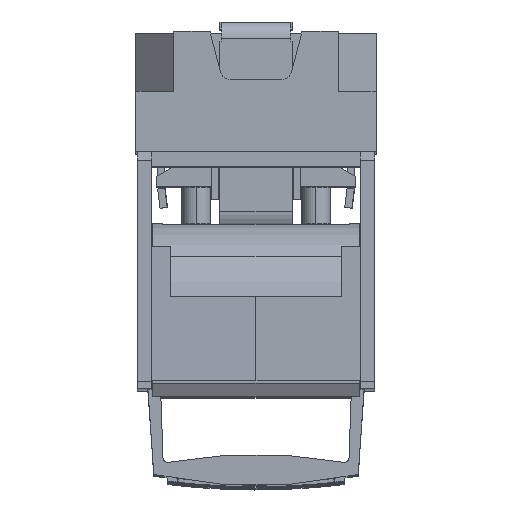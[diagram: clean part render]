
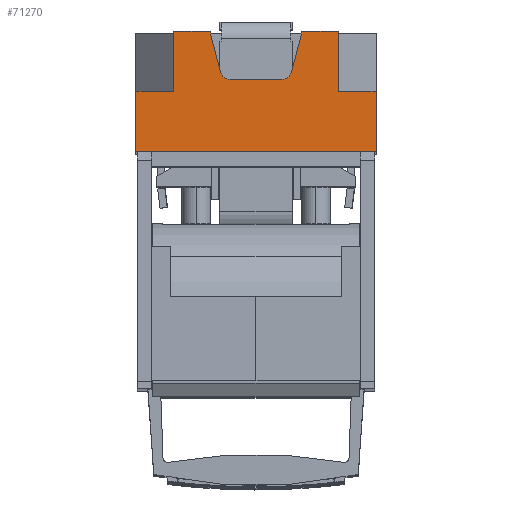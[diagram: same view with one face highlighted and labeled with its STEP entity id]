
A CAD part, top view. The second image highlights one B-rep face of the part: STEP entity #71270.
In plain terms, the highlighted planar face has unit normal (0, 0, 1).
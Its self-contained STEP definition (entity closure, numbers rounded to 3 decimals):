
#53756=DIRECTION('',(1.,0.,0.));
#53757=VECTOR('',#53756,8.25);
#53758=CARTESIAN_POINT('',(19.25,-4.,277.5));
#53759=LINE('',#53758,#53757);
#53784=DIRECTION('',(1.,0.,0.));
#53785=VECTOR('',#53784,8.25);
#53786=CARTESIAN_POINT('',(-27.5,-4.,277.5));
#53787=LINE('',#53786,#53785);
#53927=DIRECTION('',(0.,-1.,0.));
#53928=VECTOR('',#53927,25.);
#53929=CARTESIAN_POINT('',(50.,-29.,277.5));
#53930=LINE('',#53929,#53928);
#53997=DIRECTION('',(-1.,0.,0.));
#53998=VECTOR('',#53997,100.);
#53999=CARTESIAN_POINT('',(50.,-54.,277.5));
#54000=LINE('',#53999,#53998);
#54890=DIRECTION('',(0.,1.,0.));
#54891=VECTOR('',#54890,25.);
#54892=CARTESIAN_POINT('',(-50.,-54.,277.5));
#54893=LINE('',#54892,#54891);
#54925=DIRECTION('',(0.,1.,0.));
#54926=VECTOR('',#54925,25.);
#54927=CARTESIAN_POINT('',(-34.264,-29.,277.5));
#54928=LINE('',#54927,#54926);
#54939=DIRECTION('',(-0.259,-0.966,0.));
#54940=VECTOR('',#54939,16.424);
#54941=CARTESIAN_POINT('',(18.936,-5.171,277.5));
#54942=LINE('',#54941,#54940);
#54946=DIRECTION('',(-1.,0.,0.));
#54947=VECTOR('',#54946,0.314);
#54948=CARTESIAN_POINT('',(19.25,-4.,277.5));
#54949=LINE('',#54948,#54947);
#54953=DIRECTION('',(-1.,0.,0.));
#54954=VECTOR('',#54953,6.764);
#54955=CARTESIAN_POINT('',(34.264,-4.,277.5));
#54956=LINE('',#54955,#54954);
#54960=DIRECTION('',(0.,1.,0.));
#54961=VECTOR('',#54960,25.);
#54962=CARTESIAN_POINT('',(34.264,-29.,277.5));
#54963=LINE('',#54962,#54961);
#54967=DIRECTION('',(-1.,0.,0.));
#54968=VECTOR('',#54967,6.764);
#54969=CARTESIAN_POINT('',(-27.5,-4.,277.5));
#54970=LINE('',#54969,#54968);
#54974=DIRECTION('',(-1.,0.,0.));
#54975=VECTOR('',#54974,0.314);
#54976=CARTESIAN_POINT('',(-18.936,-4.,277.5));
#54977=LINE('',#54976,#54975);
#54981=DIRECTION('',(0.,1.,0.));
#54982=VECTOR('',#54981,1.171);
#54983=CARTESIAN_POINT('',(-18.936,-5.171,277.5));
#54984=LINE('',#54983,#54982);
#54988=DIRECTION('',(-0.259,0.966,0.));
#54989=VECTOR('',#54988,16.424);
#54990=CARTESIAN_POINT('',(-14.685,-21.035,277.5));
#54991=LINE('',#54990,#54989);
#54995=CARTESIAN_POINT('',(-10.822,-20.,277.5));
#54996=DIRECTION('',(0.,0.,-1.));
#54997=DIRECTION('',(0.,-1.,0.));
#54998=AXIS2_PLACEMENT_3D('',#54995,#54996,#54997);
#55003=CARTESIAN_POINT('',(10.822,-20.,277.5));
#55004=DIRECTION('',(0.,0.,-1.));
#55005=DIRECTION('',(0.966,-0.259,0.));
#55006=AXIS2_PLACEMENT_3D('',#55003,#55004,#55005);
#55069=DIRECTION('',(0.,1.,0.));
#55070=VECTOR('',#55069,1.171);
#55071=CARTESIAN_POINT('',(18.936,-5.171,277.5));
#55072=LINE('',#55071,#55070);
#55647=DIRECTION('',(1.,0.,0.));
#55648=VECTOR('',#55647,21.643);
#55649=CARTESIAN_POINT('',(-10.822,-24.,277.5));
#55650=LINE('',#55649,#55648);
#57024=DIRECTION('',(1.,0.,0.));
#57025=VECTOR('',#57024,15.736);
#57026=CARTESIAN_POINT('',(34.264,-29.,277.5));
#57027=LINE('',#57026,#57025);
#57038=DIRECTION('',(1.,0.,0.));
#57039=VECTOR('',#57038,15.736);
#57040=CARTESIAN_POINT('',(-50.,-29.,277.5));
#57041=LINE('',#57040,#57039);
#62592=CARTESIAN_POINT('',(50.,-54.,277.5));
#62593=VERTEX_POINT('',#62592);
#62594=CARTESIAN_POINT('',(-50.,-54.,277.5));
#62595=VERTEX_POINT('',#62594);
#63060=CARTESIAN_POINT('',(-50.,-29.,277.5));
#63061=VERTEX_POINT('',#63060);
#63066=CARTESIAN_POINT('',(18.936,-5.171,277.5));
#63067=CARTESIAN_POINT('',(14.685,-21.035,277.5));
#63068=VERTEX_POINT('',#63066);
#63069=VERTEX_POINT('',#63067);
#63070=CARTESIAN_POINT('',(10.822,-24.,277.5));
#63071=VERTEX_POINT('',#63070);
#63072=CARTESIAN_POINT('',(-10.822,-24.,277.5));
#63073=VERTEX_POINT('',#63072);
#63074=CARTESIAN_POINT('',(-14.685,-21.035,277.5));
#63075=VERTEX_POINT('',#63074);
#63076=CARTESIAN_POINT('',(-18.936,-5.171,277.5));
#63077=VERTEX_POINT('',#63076);
#63078=CARTESIAN_POINT('',(-18.936,-4.,277.5));
#63079=VERTEX_POINT('',#63078);
#63080=CARTESIAN_POINT('',(-19.25,-4.,277.5));
#63081=VERTEX_POINT('',#63080);
#63082=CARTESIAN_POINT('',(-27.5,-4.,277.5));
#63083=VERTEX_POINT('',#63082);
#63084=CARTESIAN_POINT('',(-34.264,-4.,277.5));
#63085=VERTEX_POINT('',#63084);
#63086=CARTESIAN_POINT('',(-34.264,-29.,277.5));
#63087=VERTEX_POINT('',#63086);
#63088=CARTESIAN_POINT('',(50.,-29.,277.5));
#63089=VERTEX_POINT('',#63088);
#63090=CARTESIAN_POINT('',(34.264,-29.,277.5));
#63091=VERTEX_POINT('',#63090);
#63092=CARTESIAN_POINT('',(34.264,-4.,277.5));
#63093=VERTEX_POINT('',#63092);
#63094=CARTESIAN_POINT('',(27.5,-4.,277.5));
#63095=VERTEX_POINT('',#63094);
#63096=CARTESIAN_POINT('',(19.25,-4.,277.5));
#63097=VERTEX_POINT('',#63096);
#63098=CARTESIAN_POINT('',(18.936,-4.,277.5));
#63099=VERTEX_POINT('',#63098);
#71233=CARTESIAN_POINT('',(0.,-4.,277.5));
#71234=DIRECTION('',(0.,0.,1.));
#71235=DIRECTION('',(0.,-1.,0.));
#71236=AXIS2_PLACEMENT_3D('',#71233,#71234,#71235);
#71237=PLANE('',#71236);
#71239=ORIENTED_EDGE('',*,*,#71238,.F.);
#71241=ORIENTED_EDGE('',*,*,#71240,.T.);
#71242=ORIENTED_EDGE('',*,*,#70014,.F.);
#71243=ORIENTED_EDGE('',*,*,#70012,.T.);
#71244=ORIENTED_EDGE('',*,*,#70010,.F.);
#71246=ORIENTED_EDGE('',*,*,#71245,.F.);
#71248=ORIENTED_EDGE('',*,*,#71247,.T.);
#71249=ORIENTED_EDGE('',*,*,#70099,.T.);
#71250=ORIENTED_EDGE('',*,*,#70164,.T.);
#71251=ORIENTED_EDGE('',*,*,#71173,.T.);
#71253=ORIENTED_EDGE('',*,*,#71252,.T.);
#71254=ORIENTED_EDGE('',*,*,#71217,.T.);
#71255=ORIENTED_EDGE('',*,*,#70026,.F.);
#71256=ORIENTED_EDGE('',*,*,#70024,.T.);
#71257=ORIENTED_EDGE('',*,*,#70022,.F.);
#71259=ORIENTED_EDGE('',*,*,#71258,.F.);
#71261=ORIENTED_EDGE('',*,*,#71260,.F.);
#71263=ORIENTED_EDGE('',*,*,#71262,.F.);
#71265=ORIENTED_EDGE('',*,*,#71264,.T.);
#71267=ORIENTED_EDGE('',*,*,#71266,.F.);
#71268=EDGE_LOOP('',(#71239,#71241,#71242,#71243,#71244,#71246,#71248,#71249,
#71250,#71251,#71253,#71254,#71255,#71256,#71257,#71259,#71261,#71263,#71265,
#71267));
#71269=FACE_OUTER_BOUND('',#71268,.F.);
#54999=CIRCLE('',#54998,4.);
#55007=CIRCLE('',#55006,4.);
#70010=EDGE_CURVE('',#63093,#63095,#54956,.T.);
#70012=EDGE_CURVE('',#63097,#63095,#53759,.T.);
#70014=EDGE_CURVE('',#63097,#63099,#54949,.T.);
#70022=EDGE_CURVE('',#63079,#63081,#54977,.T.);
#70024=EDGE_CURVE('',#63083,#63081,#53787,.T.);
#70026=EDGE_CURVE('',#63083,#63085,#54970,.T.);
#70099=EDGE_CURVE('',#63089,#62593,#53930,.T.);
#70164=EDGE_CURVE('',#62593,#62595,#54000,.T.);
#71173=EDGE_CURVE('',#62595,#63061,#54893,.T.);
#71217=EDGE_CURVE('',#63087,#63085,#54928,.T.);
#71238=EDGE_CURVE('',#63068,#63069,#54942,.T.);
#71240=EDGE_CURVE('',#63068,#63099,#55072,.T.);
#71245=EDGE_CURVE('',#63091,#63093,#54963,.T.);
#71247=EDGE_CURVE('',#63091,#63089,#57027,.T.);
#71252=EDGE_CURVE('',#63061,#63087,#57041,.T.);
#71258=EDGE_CURVE('',#63077,#63079,#54984,.T.);
#71260=EDGE_CURVE('',#63075,#63077,#54991,.T.);
#71262=EDGE_CURVE('',#63073,#63075,#54999,.T.);
#71264=EDGE_CURVE('',#63073,#63071,#55650,.T.);
#71266=EDGE_CURVE('',#63069,#63071,#55007,.T.);
#71270=ADVANCED_FACE('',(#71269),#71237,.T.);
